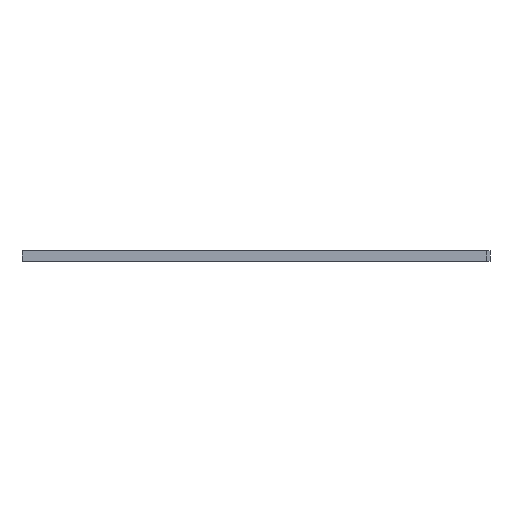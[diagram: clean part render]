
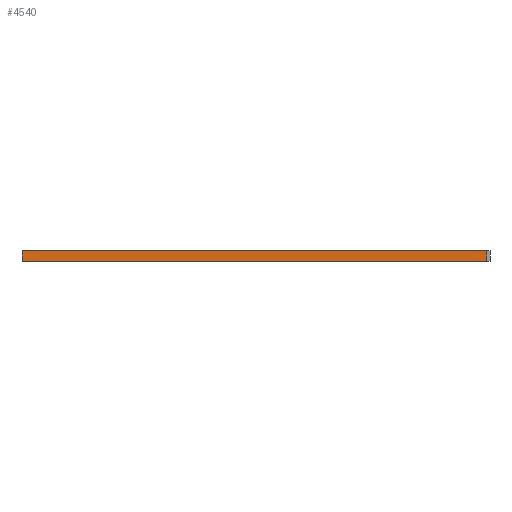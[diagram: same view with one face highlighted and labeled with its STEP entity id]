
A CAD part, left-side view. The second image highlights one B-rep face of the part: STEP entity #4540.
In plain terms, the highlighted planar face has unit normal (-1, 0, 0).
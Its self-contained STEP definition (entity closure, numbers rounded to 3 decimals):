
#83 = PLANE('',#84);
#84 = AXIS2_PLACEMENT_3D('',#85,#86,#87);
#85 = CARTESIAN_POINT('',(139.065,-82.024,1.6));
#86 = DIRECTION('',(0.,0.,1.));
#87 = DIRECTION('',(1.,0.,-0.));
#111 = PLANE('',#112);
#112 = AXIS2_PLACEMENT_3D('',#113,#114,#115);
#113 = CARTESIAN_POINT('',(183.,-45.,0.));
#114 = DIRECTION('',(0.,-1.,0.));
#115 = DIRECTION('',(-1.,0.,0.));
#137 = PLANE('',#138);
#138 = AXIS2_PLACEMENT_3D('',#139,#140,#141);
#139 = CARTESIAN_POINT('',(139.065,-82.024,0.));
#140 = DIRECTION('',(0.,0.,1.));
#141 = DIRECTION('',(1.,0.,-0.));
#230 = VERTEX_POINT('',#231);
#231 = CARTESIAN_POINT('',(95.,-45.,1.6));
#252 = EDGE_CURVE('',#253,#230,#255,.T.);
#253 = VERTEX_POINT('',#254);
#254 = CARTESIAN_POINT('',(95.,-45.,0.));
#255 = SURFACE_CURVE('',#256,(#260,#267),.PCURVE_S1.);
#256 = LINE('',#257,#258);
#257 = CARTESIAN_POINT('',(95.,-45.,0.));
#258 = VECTOR('',#259,1.);
#259 = DIRECTION('',(0.,0.,1.));
#260 = PCURVE('',#111,#261);
#261 = DEFINITIONAL_REPRESENTATION('',(#262),#266);
#262 = LINE('',#263,#264);
#263 = CARTESIAN_POINT('',(88.,0.));
#264 = VECTOR('',#265,1.);
#265 = DIRECTION('',(0.,-1.));
#266 = ( GEOMETRIC_REPRESENTATION_CONTEXT(2) 
PARAMETRIC_REPRESENTATION_CONTEXT() REPRESENTATION_CONTEXT('2D SPACE',''
  ) );
#267 = PCURVE('',#268,#273);
#268 = PLANE('',#269);
#269 = AXIS2_PLACEMENT_3D('',#270,#271,#272);
#270 = CARTESIAN_POINT('',(95.,-45.,0.));
#271 = DIRECTION('',(1.,0.,-0.));
#272 = DIRECTION('',(0.,-1.,0.));
#273 = DEFINITIONAL_REPRESENTATION('',(#274),#278);
#274 = LINE('',#275,#276);
#275 = CARTESIAN_POINT('',(0.,0.));
#276 = VECTOR('',#277,1.);
#277 = DIRECTION('',(0.,-1.));
#278 = ( GEOMETRIC_REPRESENTATION_CONTEXT(2) 
PARAMETRIC_REPRESENTATION_CONTEXT() REPRESENTATION_CONTEXT('2D SPACE',''
  ) );
#306 = EDGE_CURVE('',#253,#307,#309,.T.);
#307 = VERTEX_POINT('',#308);
#308 = CARTESIAN_POINT('',(95.,-117.5,0.));
#309 = SURFACE_CURVE('',#310,(#314,#321),.PCURVE_S1.);
#310 = LINE('',#311,#312);
#311 = CARTESIAN_POINT('',(95.,-45.,0.));
#312 = VECTOR('',#313,1.);
#313 = DIRECTION('',(0.,-1.,0.));
#314 = PCURVE('',#137,#315);
#315 = DEFINITIONAL_REPRESENTATION('',(#316),#320);
#316 = LINE('',#317,#318);
#317 = CARTESIAN_POINT('',(-44.065,37.024));
#318 = VECTOR('',#319,1.);
#319 = DIRECTION('',(0.,-1.));
#320 = ( GEOMETRIC_REPRESENTATION_CONTEXT(2) 
PARAMETRIC_REPRESENTATION_CONTEXT() REPRESENTATION_CONTEXT('2D SPACE',''
  ) );
#321 = PCURVE('',#268,#322);
#322 = DEFINITIONAL_REPRESENTATION('',(#323),#327);
#323 = LINE('',#324,#325);
#324 = CARTESIAN_POINT('',(0.,0.));
#325 = VECTOR('',#326,1.);
#326 = DIRECTION('',(1.,0.));
#327 = ( GEOMETRIC_REPRESENTATION_CONTEXT(2) 
PARAMETRIC_REPRESENTATION_CONTEXT() REPRESENTATION_CONTEXT('2D SPACE',''
  ) );
#345 = PLANE('',#346);
#346 = AXIS2_PLACEMENT_3D('',#347,#348,#349);
#347 = CARTESIAN_POINT('',(95.,-117.5,0.));
#348 = DIRECTION('',(0.,1.,0.));
#349 = DIRECTION('',(1.,0.,0.));
#2595 = EDGE_CURVE('',#230,#2596,#2598,.T.);
#2596 = VERTEX_POINT('',#2597);
#2597 = CARTESIAN_POINT('',(95.,-117.5,1.6));
#2598 = SURFACE_CURVE('',#2599,(#2603,#2610),.PCURVE_S1.);
#2599 = LINE('',#2600,#2601);
#2600 = CARTESIAN_POINT('',(95.,-45.,1.6));
#2601 = VECTOR('',#2602,1.);
#2602 = DIRECTION('',(0.,-1.,0.));
#2603 = PCURVE('',#83,#2604);
#2604 = DEFINITIONAL_REPRESENTATION('',(#2605),#2609);
#2605 = LINE('',#2606,#2607);
#2606 = CARTESIAN_POINT('',(-44.065,37.024));
#2607 = VECTOR('',#2608,1.);
#2608 = DIRECTION('',(0.,-1.));
#2609 = ( GEOMETRIC_REPRESENTATION_CONTEXT(2) 
PARAMETRIC_REPRESENTATION_CONTEXT() REPRESENTATION_CONTEXT('2D SPACE',''
  ) );
#2610 = PCURVE('',#268,#2611);
#2611 = DEFINITIONAL_REPRESENTATION('',(#2612),#2616);
#2612 = LINE('',#2613,#2614);
#2613 = CARTESIAN_POINT('',(0.,-1.6));
#2614 = VECTOR('',#2615,1.);
#2615 = DIRECTION('',(1.,0.));
#2616 = ( GEOMETRIC_REPRESENTATION_CONTEXT(2) 
PARAMETRIC_REPRESENTATION_CONTEXT() REPRESENTATION_CONTEXT('2D SPACE',''
  ) );
#4540 = ADVANCED_FACE('',(#4541),#268,.F.);
#4541 = FACE_BOUND('',#4542,.F.);
#4542 = EDGE_LOOP('',(#4543,#4544,#4545,#4566));
#4543 = ORIENTED_EDGE('',*,*,#252,.T.);
#4544 = ORIENTED_EDGE('',*,*,#2595,.T.);
#4545 = ORIENTED_EDGE('',*,*,#4546,.F.);
#4546 = EDGE_CURVE('',#307,#2596,#4547,.T.);
#4547 = SURFACE_CURVE('',#4548,(#4552,#4559),.PCURVE_S1.);
#4548 = LINE('',#4549,#4550);
#4549 = CARTESIAN_POINT('',(95.,-117.5,0.));
#4550 = VECTOR('',#4551,1.);
#4551 = DIRECTION('',(0.,0.,1.));
#4552 = PCURVE('',#268,#4553);
#4553 = DEFINITIONAL_REPRESENTATION('',(#4554),#4558);
#4554 = LINE('',#4555,#4556);
#4555 = CARTESIAN_POINT('',(72.5,0.));
#4556 = VECTOR('',#4557,1.);
#4557 = DIRECTION('',(0.,-1.));
#4558 = ( GEOMETRIC_REPRESENTATION_CONTEXT(2) 
PARAMETRIC_REPRESENTATION_CONTEXT() REPRESENTATION_CONTEXT('2D SPACE',''
  ) );
#4559 = PCURVE('',#345,#4560);
#4560 = DEFINITIONAL_REPRESENTATION('',(#4561),#4565);
#4561 = LINE('',#4562,#4563);
#4562 = CARTESIAN_POINT('',(0.,0.));
#4563 = VECTOR('',#4564,1.);
#4564 = DIRECTION('',(0.,-1.));
#4565 = ( GEOMETRIC_REPRESENTATION_CONTEXT(2) 
PARAMETRIC_REPRESENTATION_CONTEXT() REPRESENTATION_CONTEXT('2D SPACE',''
  ) );
#4566 = ORIENTED_EDGE('',*,*,#306,.F.);
